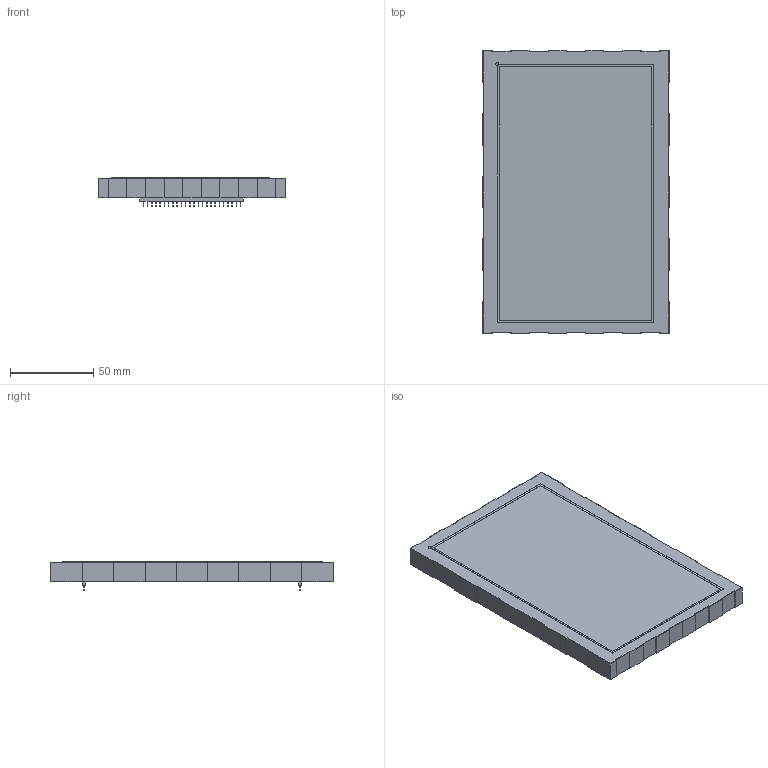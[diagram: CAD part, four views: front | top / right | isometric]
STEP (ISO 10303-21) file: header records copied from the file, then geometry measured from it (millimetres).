
FILE_DESCRIPTION(('FreeCAD Model'),'2;1');
FILE_NAME('Fillet_sp.step','2017-08-07T23:17:20', ('kicad StepUp'),('ksu MCAD'),'Open CASCADE STEP processor 7.1', 'FreeCAD','Unknown');
FILE_SCHEMA(('AUTOMOTIVE_DESIGN { 1 0 10303 214 1 1 1 1 }'));
Length unit declared in the file: millimetre
Products named in the file (1): Fillet_sp
Bounding box: 112 x 170 x 17.2 mm (x, y, z)
Volume: 229828.5 mm3; surface area: 45538.6 mm2
Topology: 1 solids, 1 shells, 417 faces, 1010 edges, 647 vertices
Faces by surface type: plane 340, cylinder 77
Entity records: 7931 total; most frequent: ORIENTED_EDGE 1627, EDGE_CURVE 1010, LINE 929, CARTESIAN_POINT 895, VERTEX_POINT 647, AXIS2_PLACEMENT_3D 493, FACE_BOUND 469, EDGE_LOOP 469
